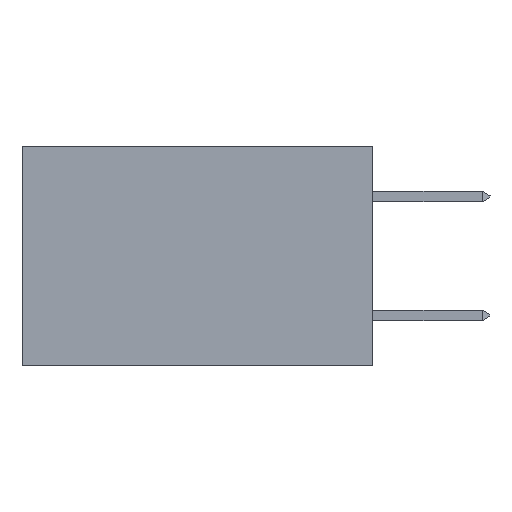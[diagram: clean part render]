
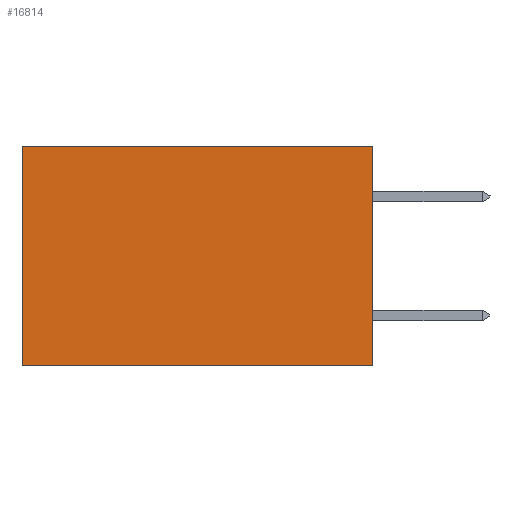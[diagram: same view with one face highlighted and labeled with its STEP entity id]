
A CAD part, left-side view. The second image highlights one B-rep face of the part: STEP entity #16814.
In plain terms, the highlighted planar face has unit normal (-1, 0, 0).
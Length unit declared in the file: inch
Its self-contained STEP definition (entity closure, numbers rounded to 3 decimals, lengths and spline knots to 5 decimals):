
#477 = CARTESIAN_POINT ( 'NONE',  ( 0.277, 0.59, 0. ) ) ;
#897 = VERTEX_POINT ( 'NONE', #477 ) ;
#1606 = EDGE_CURVE ( 'NONE', #8632, #11249, #27190, .T. ) ;
#1718 = CARTESIAN_POINT ( 'NONE',  ( 0.277, 0., -0.37 ) ) ;
#1822 = VECTOR ( 'NONE', #3517, 39.37008 ) ;
#1968 = ORIENTED_EDGE ( 'NONE', *, *, #20325, .T. ) ;
#3517 = DIRECTION ( 'NONE',  ( 0., 1., 0. ) ) ;
#3626 = AXIS2_PLACEMENT_3D ( 'NONE', #24162, #9900, #26565 ) ;
#4249 = DIRECTION ( 'NONE',  ( 0., 1., 0. ) ) ;
#5647 = LINE ( 'NONE', #11346, #22452 ) ;
#6492 = FACE_OUTER_BOUND ( 'NONE', #14989, .T. ) ;
#8435 = CARTESIAN_POINT ( 'NONE',  ( 0.277, 0., -0.37 ) ) ;
#8632 = VERTEX_POINT ( 'NONE', #22708 ) ;
#9472 = CARTESIAN_POINT ( 'NONE',  ( 0.277, 0., 0. ) ) ;
#9900 = DIRECTION ( 'NONE',  ( 1., 0., 0. ) ) ;
#10851 = DIRECTION ( 'NONE',  ( 0., 0., -1. ) ) ;
#11249 = VERTEX_POINT ( 'NONE', #22536 ) ;
#11346 = CARTESIAN_POINT ( 'NONE',  ( 0.277, 0., 0. ) ) ;
#11727 = DIRECTION ( 'NONE',  ( 0., 0., -1. ) ) ;
#14348 = VECTOR ( 'NONE', #11727, 39.37008 ) ;
#14866 = VECTOR ( 'NONE', #10851, 39.37008 ) ;
#14989 = EDGE_LOOP ( 'NONE', ( #27028, #23593, #19712, #1968 ) ) ;
#15092 = LINE ( 'NONE', #21201, #14348 ) ;
#16814 = ADVANCED_FACE ( 'NONE', ( #6492 ), #21786, .F. ) ;
#19712 = ORIENTED_EDGE ( 'NONE', *, *, #21955, .F. ) ;
#20325 = EDGE_CURVE ( 'NONE', #23696, #897, #5647, .T. ) ;
#21201 = CARTESIAN_POINT ( 'NONE',  ( 0.277, 0.59, -0.37 ) ) ;
#21786 = PLANE ( 'NONE',  #3626 ) ;
#21955 = EDGE_CURVE ( 'NONE', #23696, #8632, #27533, .T. ) ;
#22452 = VECTOR ( 'NONE', #4249, 39.37008 ) ;
#22536 = CARTESIAN_POINT ( 'NONE',  ( 0.277, 0.59, -0.37 ) ) ;
#22708 = CARTESIAN_POINT ( 'NONE',  ( 0.277, 0., -0.37 ) ) ;
#23593 = ORIENTED_EDGE ( 'NONE', *, *, #1606, .F. ) ;
#23696 = VERTEX_POINT ( 'NONE', #9472 ) ;
#24162 = CARTESIAN_POINT ( 'NONE',  ( 0.277, 0., -0.37 ) ) ;
#26565 = DIRECTION ( 'NONE',  ( 0., 0., -1. ) ) ;
#27028 = ORIENTED_EDGE ( 'NONE', *, *, #29528, .T. ) ;
#27190 = LINE ( 'NONE', #1718, #1822 ) ;
#27533 = LINE ( 'NONE', #8435, #14866 ) ;
#29528 = EDGE_CURVE ( 'NONE', #897, #11249, #15092, .T. ) ;
